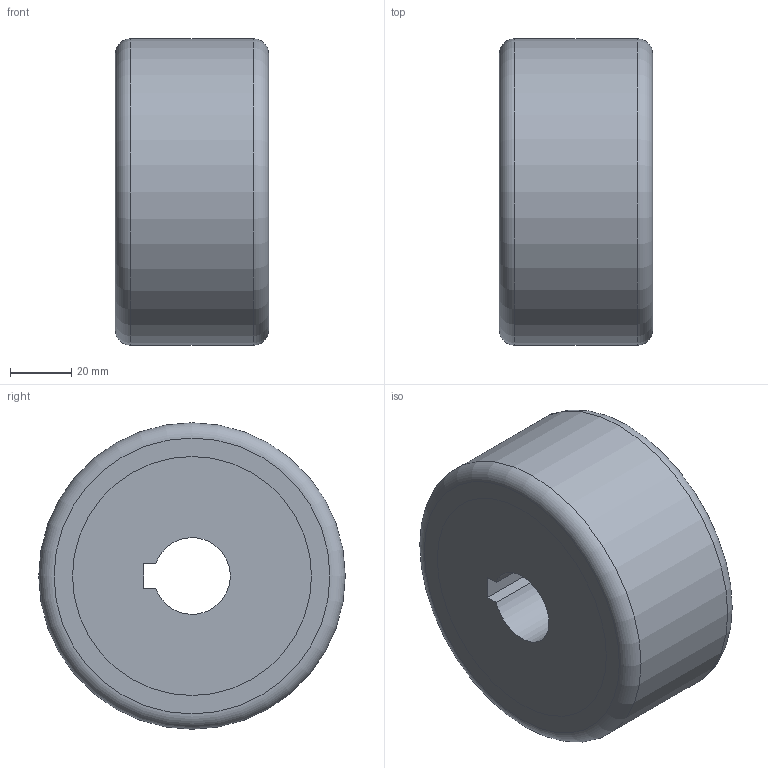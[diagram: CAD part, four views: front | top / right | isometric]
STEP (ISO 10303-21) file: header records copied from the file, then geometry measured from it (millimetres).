
FILE_DESCRIPTION (( 'STEP AP214' ), '1' );
FILE_NAME ('0017644_VUAS-100-50-50-P25-PFN.STEP', '2019-01-14T10:27:21', ( '' ), ( '' ), 'SwSTEP 2.0', 'SolidWorks 2018', '' );
FILE_SCHEMA (( 'AUTOMOTIVE_DESIGN' ));
Length unit declared in the file: millimetre
Products named in the file (1): 0017644_VUAS-100-50-50-P25-PFN
Bounding box: 50 x 100 x 100 mm (x, y, z)
Volume: 363453 mm3; surface area: 58343.4 mm2
Topology: 2 solids, 2 shells, 15 faces, 30 edges, 19 vertices
Faces by surface type: plane 7, cone 4, cylinder 2, torus 2
Full cylindrical faces by diameter (mm): 100 x1
Entity records: 476 total; most frequent: DIRECTION 66, CARTESIAN_POINT 56, ORIENTED_EDGE 44, AXIS2_PLACEMENT_3D 28, EDGE_LOOP 26, EDGE_CURVE 22, FACE_OUTER_BOUND 18, VERTEX_POINT 18
